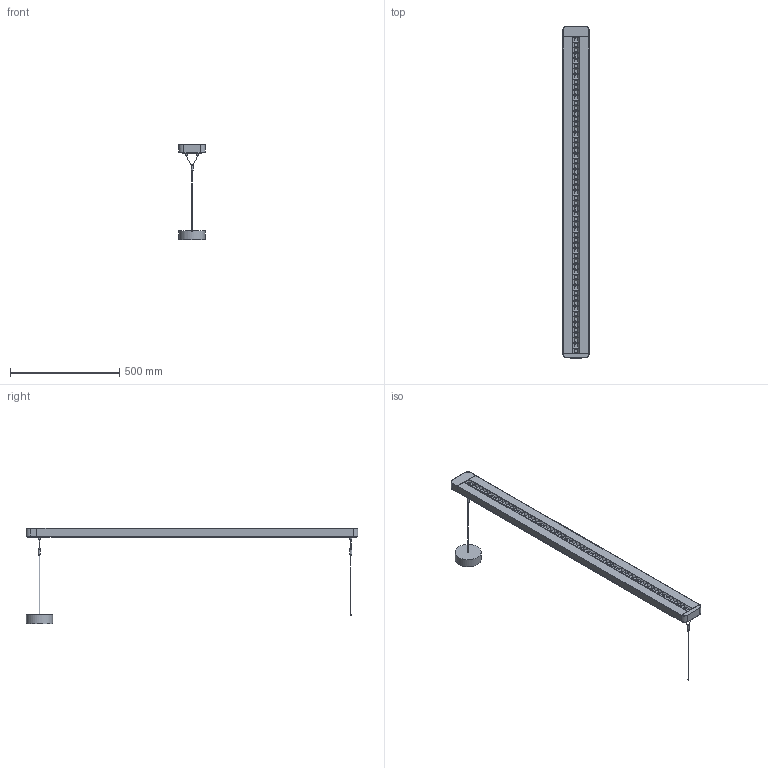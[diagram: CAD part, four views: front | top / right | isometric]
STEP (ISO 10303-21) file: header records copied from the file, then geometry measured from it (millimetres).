
FILE_DESCRIPTION (( 'STEP AP203' ), '1' );
FILE_NAME ('LN_INDV_1500_D-I.STEP', '2024-03-07T10:32:40', ( '' ), ( '' ), 'SwSTEP 2.0', 'SolidWorks 2022', '' );
FILE_SCHEMA (( 'CONFIG_CONTROL_DESIGN' ));
Length unit declared in the file: millimetre
Products named in the file (1): LN_INDV_1500_D-I
Bounding box: 120.72 x 1517.99 x 434.49 mm (x, y, z)
Volume: 1275851.6 mm3; surface area: 1317807.4 mm2
Topology: 11 solids, 11 shells, 769 faces, 2119 edges, 1324 vertices
Faces by surface type: plane 512, bspline 189, cylinder 54, torus 12, cone 2
Full cylindrical faces by diameter (mm): 3 x2, 4 x2, 9 x6, 120 x1
Entity records: 31699 total; most frequent: CARTESIAN_POINT 14457, ORIENTED_EDGE 4192, DIRECTION 2455, EDGE_CURVE 2096, VERTEX_POINT 1314, VECTOR 1049, LINE 1049, B_SPLINE_CURVE_WITH_KNOTS 925
